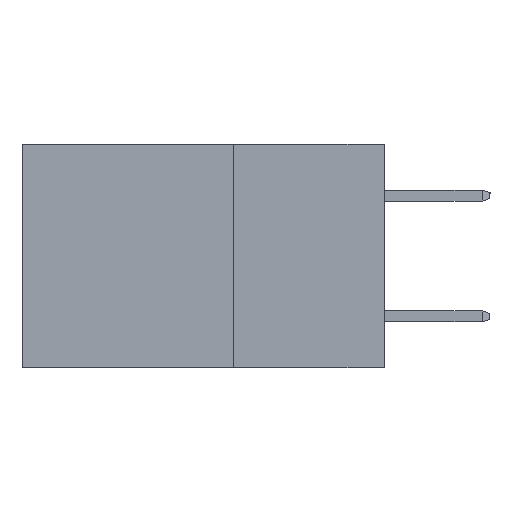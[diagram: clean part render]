
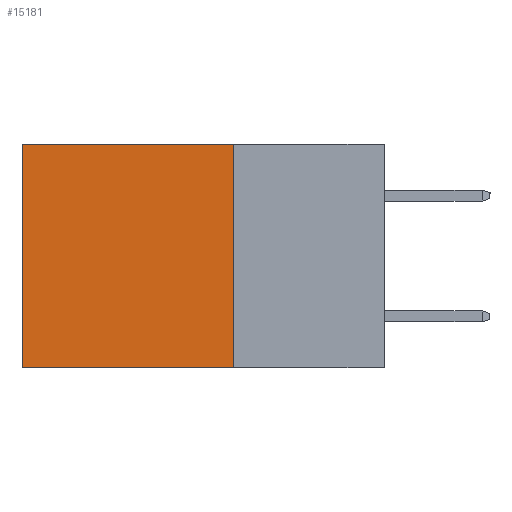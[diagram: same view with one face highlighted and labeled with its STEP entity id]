
A CAD part, left-side view. The second image highlights one B-rep face of the part: STEP entity #15181.
In plain terms, the highlighted planar face has unit normal (-1, 0, 0).
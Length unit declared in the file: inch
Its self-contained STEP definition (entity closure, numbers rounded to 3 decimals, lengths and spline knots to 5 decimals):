
#431 = EDGE_CURVE ( 'NONE', #26580, #18461, #16664, .T. ) ;
#2216 = CARTESIAN_POINT ( 'NONE',  ( 0.2615, 0.6, 0. ) ) ;
#5769 = VECTOR ( 'NONE', #17489, 39.37008 ) ;
#5960 = CARTESIAN_POINT ( 'NONE',  ( 0.2615, 0.6, -0.37 ) ) ;
#6796 = AXIS2_PLACEMENT_3D ( 'NONE', #23832, #14936, #23577 ) ;
#7124 = EDGE_CURVE ( 'NONE', #20327, #12696, #25987, .T. ) ;
#9795 = ORIENTED_EDGE ( 'NONE', *, *, #431, .T. ) ;
#11353 = PLANE ( 'NONE',  #6796 ) ;
#11440 = VECTOR ( 'NONE', #25038, 39.37008 ) ;
#12392 = ORIENTED_EDGE ( 'NONE', *, *, #25101, .T. ) ;
#12696 = VERTEX_POINT ( 'NONE', #19489 ) ;
#12931 = LINE ( 'NONE', #5960, #21127 ) ;
#13713 = EDGE_CURVE ( 'NONE', #26580, #20327, #18766, .T. ) ;
#14390 = CARTESIAN_POINT ( 'NONE',  ( 0.2615, 0.25, -0.37 ) ) ;
#14511 = CARTESIAN_POINT ( 'NONE',  ( 0.2615, 0.25, 0. ) ) ;
#14936 = DIRECTION ( 'NONE',  ( 1., 0., 0. ) ) ;
#15181 = ADVANCED_FACE ( 'NONE', ( #23442 ), #11353, .F. ) ;
#16033 = ORIENTED_EDGE ( 'NONE', *, *, #7124, .F. ) ;
#16139 = DIRECTION ( 'NONE',  ( 0., 0., -1. ) ) ;
#16664 = LINE ( 'NONE', #25173, #11440 ) ;
#17335 = ORIENTED_EDGE ( 'NONE', *, *, #13713, .F. ) ;
#17489 = DIRECTION ( 'NONE',  ( 0., 1., 0. ) ) ;
#18461 = VERTEX_POINT ( 'NONE', #2216 ) ;
#18766 = LINE ( 'NONE', #14390, #21698 ) ;
#19489 = CARTESIAN_POINT ( 'NONE',  ( 0.2615, 0.6, -0.37 ) ) ;
#19525 = CARTESIAN_POINT ( 'NONE',  ( 0.2615, 0.25, -0.37 ) ) ;
#20327 = VERTEX_POINT ( 'NONE', #21144 ) ;
#21127 = VECTOR ( 'NONE', #16139, 39.37008 ) ;
#21144 = CARTESIAN_POINT ( 'NONE',  ( 0.2615, 0.25, -0.37 ) ) ;
#21698 = VECTOR ( 'NONE', #26742, 39.37008 ) ;
#23442 = FACE_OUTER_BOUND ( 'NONE', #23796, .T. ) ;
#23577 = DIRECTION ( 'NONE',  ( 0., 0., -1. ) ) ;
#23796 = EDGE_LOOP ( 'NONE', ( #12392, #16033, #17335, #9795 ) ) ;
#23832 = CARTESIAN_POINT ( 'NONE',  ( 0.2615, 0.25, -0.37 ) ) ;
#25038 = DIRECTION ( 'NONE',  ( 0., 1., 0. ) ) ;
#25101 = EDGE_CURVE ( 'NONE', #18461, #12696, #12931, .T. ) ;
#25173 = CARTESIAN_POINT ( 'NONE',  ( 0.2615, 0.25, 0. ) ) ;
#25987 = LINE ( 'NONE', #19525, #5769 ) ;
#26580 = VERTEX_POINT ( 'NONE', #14511 ) ;
#26742 = DIRECTION ( 'NONE',  ( 0., 0., -1. ) ) ;
